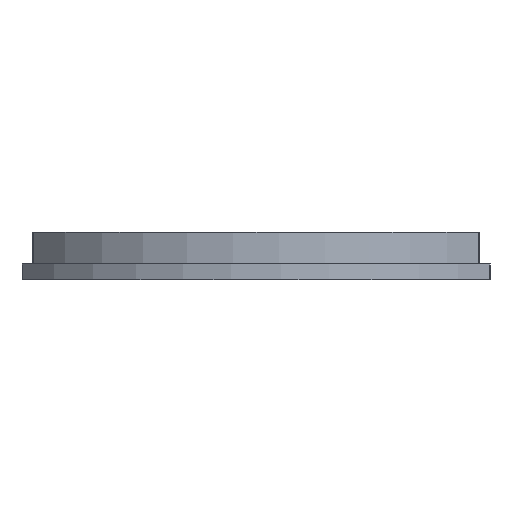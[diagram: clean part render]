
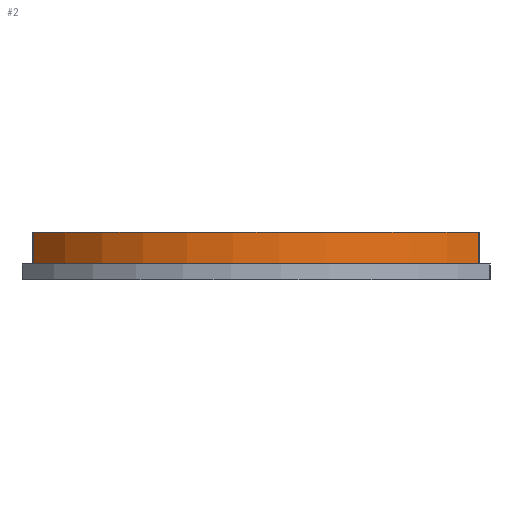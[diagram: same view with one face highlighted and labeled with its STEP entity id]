
A CAD part, left-side view. The second image highlights one B-rep face of the part: STEP entity #2.
In plain terms, the highlighted cylindrical face has radius 52.5 mm (diameter 105 mm), a partial arc.
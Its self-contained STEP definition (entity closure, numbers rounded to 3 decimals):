
#2 = ADVANCED_FACE ( 'NONE', ( #2806 ), #354, .T. ) ;
#8 = DIRECTION ( 'NONE',  ( 0., -1., 0. ) ) ;
#19 = DIRECTION ( 'NONE',  ( 0., -1., 0. ) ) ;
#24 = EDGE_LOOP ( 'NONE', ( #1928, #2241, #1201, #1283 ) ) ;
#176 = CIRCLE ( 'NONE', #1683, 52.5 ) ;
#195 = CARTESIAN_POINT ( 'NONE',  ( -31.77, 0., -41.796 ) ) ;
#211 = AXIS2_PLACEMENT_3D ( 'NONE', #1316, #2958, #1550 ) ;
#295 = EDGE_CURVE ( 'NONE', #974, #869, #2384, .T. ) ;
#354 = CYLINDRICAL_SURFACE ( 'NONE', #800, 52.5 ) ;
#411 = CARTESIAN_POINT ( 'NONE',  ( -31.77, 3., 41.796 ) ) ;
#592 = LINE ( 'NONE', #411, #2985 ) ;
#800 = AXIS2_PLACEMENT_3D ( 'NONE', #2477, #8, #2493 ) ;
#869 = VERTEX_POINT ( 'NONE', #2410 ) ;
#933 = CARTESIAN_POINT ( 'NONE',  ( -31.77, 3., -41.796 ) ) ;
#974 = VERTEX_POINT ( 'NONE', #195 ) ;
#996 = CARTESIAN_POINT ( 'NONE',  ( 0., 0., 0. ) ) ;
#1138 = VECTOR ( 'NONE', #19, 1000. ) ;
#1145 = DIRECTION ( 'NONE',  ( 0., 1., 0. ) ) ;
#1201 = ORIENTED_EDGE ( 'NONE', *, *, #1559, .F. ) ;
#1283 = ORIENTED_EDGE ( 'NONE', *, *, #295, .T. ) ;
#1307 = DIRECTION ( 'NONE',  ( 0., 1., 0. ) ) ;
#1316 = CARTESIAN_POINT ( 'NONE',  ( 0., -6., 0. ) ) ;
#1403 = EDGE_CURVE ( 'NONE', #1448, #2951, #592, .T. ) ;
#1448 = VERTEX_POINT ( 'NONE', #1834 ) ;
#1550 = DIRECTION ( 'NONE',  ( 0., 0., -1. ) ) ;
#1559 = EDGE_CURVE ( 'NONE', #974, #2951, #176, .T. ) ;
#1683 = AXIS2_PLACEMENT_3D ( 'NONE', #996, #1145, #1757 ) ;
#1757 = DIRECTION ( 'NONE',  ( 0., 0., 1. ) ) ;
#1834 = CARTESIAN_POINT ( 'NONE',  ( -31.77, -6., 41.796 ) ) ;
#1928 = ORIENTED_EDGE ( 'NONE', *, *, #2824, .F. ) ;
#2138 = CIRCLE ( 'NONE', #211, 52.5 ) ;
#2241 = ORIENTED_EDGE ( 'NONE', *, *, #1403, .T. ) ;
#2384 = LINE ( 'NONE', #933, #1138 ) ;
#2410 = CARTESIAN_POINT ( 'NONE',  ( -31.77, -6., -41.796 ) ) ;
#2477 = CARTESIAN_POINT ( 'NONE',  ( 0., 3., 0. ) ) ;
#2493 = DIRECTION ( 'NONE',  ( 0., 0., -1. ) ) ;
#2572 = CARTESIAN_POINT ( 'NONE',  ( -31.77, 0., 41.796 ) ) ;
#2806 = FACE_OUTER_BOUND ( 'NONE', #24, .T. ) ;
#2824 = EDGE_CURVE ( 'NONE', #1448, #869, #2138, .T. ) ;
#2951 = VERTEX_POINT ( 'NONE', #2572 ) ;
#2958 = DIRECTION ( 'NONE',  ( 0., -1., 0. ) ) ;
#2985 = VECTOR ( 'NONE', #1307, 1000. ) ;
